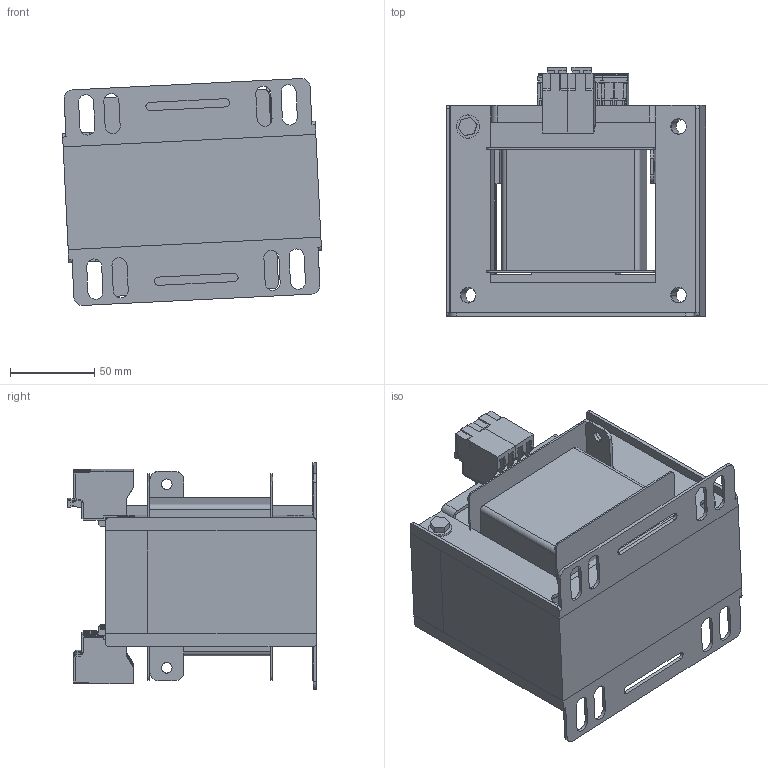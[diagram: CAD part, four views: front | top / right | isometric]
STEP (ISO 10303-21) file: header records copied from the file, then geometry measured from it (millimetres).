
FILE_DESCRIPTION (( 'STEP AP203' ), '1' );
FILE_NAME ('EURM0632.STEP', '2024-07-09T08:20:31', ( 'Utilisateur Windows' ), ( '' ), 'SwSTEP 2.0', 'SolidWorks 2023', '' );
FILE_SCHEMA (( 'CONFIG_CONTROL_DESIGN' ));
Length unit declared in the file: millimetre
Products named in the file (12): Conta clip PTKS 4-1; Conta clip PTKS Cavalier; Cadre pour borne WAGO 125 x 150; Conta clip PTKS 4-2; Rondelle M6; EURM0632; Tole monophase EI 125x150 1W7 - E - 61; Carcasse mono EI 150x60_Ref 402; Vis tete hexa M6; Tole monophase EI 125x150 1W7 - I - 61; Conta clip PTKS 4-3 Couvercle; Conta clip PTKS 4-2 Couvercle
Assembly tree (22 placements, depth 2):
  EURM0632
    Conta clip PTKS Cavalier  x2
    Conta clip PTKS 4-2  x5
    Conta clip PTKS 4-1
    Conta clip PTKS 4-2 Couvercle  x4
    Vis tete hexa M6  x2
    Rondelle M6  x2
    Conta clip PTKS 4-3 Couvercle
    Carcasse mono EI 150x60_Ref 402
    Cadre pour borne WAGO 125 x 150  x2
    Tole monophase EI 125x150 1W7 - E - 61
    Tole monophase EI 125x150 1W7 - I - 61
Bounding box: 153.6 x 147.51 x 134.54 mm (x, y, z)
Volume: 1345410.2 mm3; surface area: 295199.9 mm2
Topology: 22 solids, 22 shells, 2951 faces, 8278 edges, 5467 vertices
Faces by surface type: plane 2118, cylinder 704, bspline 73, cone 44, torus 12
Entity records: 40336 total; most frequent: CARTESIAN_POINT 10131, ORIENTED_EDGE 6228, DIRECTION 5545, EDGE_CURVE 3114, VECTOR 2441, LINE 2441, VERTEX_POINT 2057, AXIS2_PLACEMENT_3D 1552
